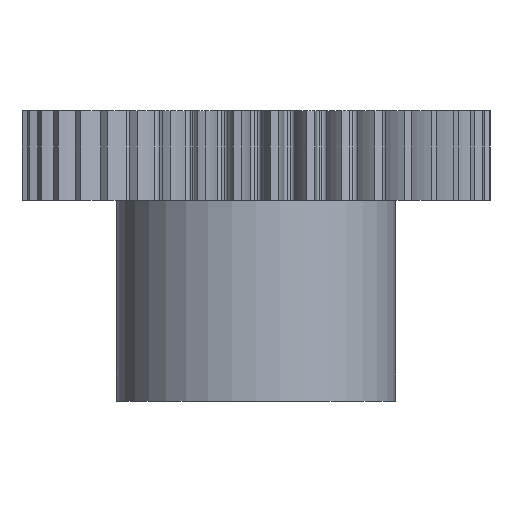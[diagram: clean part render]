
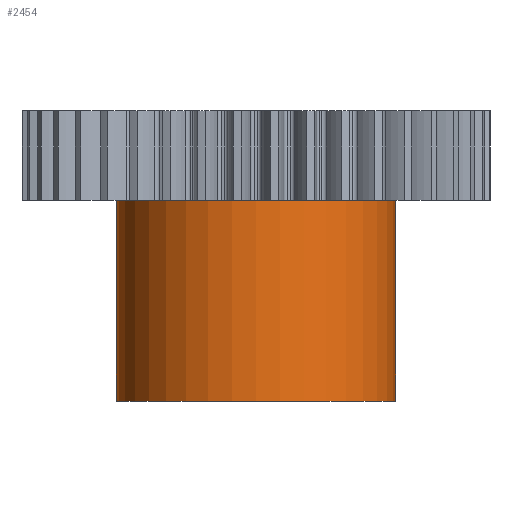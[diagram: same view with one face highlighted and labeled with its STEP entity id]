
A CAD part, front view. The second image highlights one B-rep face of the part: STEP entity #2454.
In plain terms, the highlighted cylindrical face has radius 12.5 mm (diameter 25 mm), a partial arc.
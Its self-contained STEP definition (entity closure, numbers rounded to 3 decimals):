
#44 = EDGE_CURVE ( 'NONE', #2502, #2512, #3266, .T. ) ;
#2451 = EDGE_LOOP ( 'NONE', ( #2452, #2458, #2460, #2459 ) ) ;
#2452 = ORIENTED_EDGE ( 'NONE', *, *, #2494, .F. ) ;
#2454 = ADVANCED_FACE ( 'NONE', ( #7289 ), #7307, .T. ) ;
#2455 = EDGE_CURVE ( 'NONE', #2510, #2509, #7306, .T. ) ;
#2458 = ORIENTED_EDGE ( 'NONE', *, *, #2455, .T. ) ;
#2459 = ORIENTED_EDGE ( 'NONE', *, *, #44, .F. ) ;
#2460 = ORIENTED_EDGE ( 'NONE', *, *, #2498, .T. ) ;
#2494 = EDGE_CURVE ( 'NONE', #2510, #2502, #7373, .T. ) ;
#2498 = EDGE_CURVE ( 'NONE', #2509, #2512, #7414, .T. ) ;
#2502 = VERTEX_POINT ( 'NONE', #7408 ) ;
#2509 = VERTEX_POINT ( 'NONE', #7443 ) ;
#2510 = VERTEX_POINT ( 'NONE', #7442 ) ;
#2512 = VERTEX_POINT ( 'NONE', #7437 ) ;
#3259 = DIRECTION ( 'NONE',  ( 1., 0., 0. ) ) ;
#3260 = DIRECTION ( 'NONE',  ( 0., 0., 1. ) ) ;
#3261 = AXIS2_PLACEMENT_3D ( 'NONE', #3270, #3260, #3259 ) ;
#3266 = CIRCLE ( 'NONE', #3261, 12.5 ) ;
#3270 = CARTESIAN_POINT ( 'NONE',  ( 0., 0., 0. ) ) ;
#7289 = FACE_OUTER_BOUND ( 'NONE', #2451, .T. ) ;
#7306 = CIRCLE ( 'NONE', #7342, 12.5 ) ;
#7307 = CYLINDRICAL_SURFACE ( 'NONE', #7356, 12.5 ) ;
#7310 = CARTESIAN_POINT ( 'NONE',  ( 0., 0., -18. ) ) ;
#7340 = DIRECTION ( 'NONE',  ( 1., 0., 0. ) ) ;
#7341 = DIRECTION ( 'NONE',  ( 0., 0., 1. ) ) ;
#7342 = AXIS2_PLACEMENT_3D ( 'NONE', #7348, #7341, #7340 ) ;
#7347 = DIRECTION ( 'NONE',  ( 1., 0., 0. ) ) ;
#7348 = CARTESIAN_POINT ( 'NONE',  ( 0., 0., -18. ) ) ;
#7350 = DIRECTION ( 'NONE',  ( 0., 0., 1. ) ) ;
#7356 = AXIS2_PLACEMENT_3D ( 'NONE', #7310, #7350, #7347 ) ;
#7371 = DIRECTION ( 'NONE',  ( 0., 0., 1. ) ) ;
#7372 = CARTESIAN_POINT ( 'NONE',  ( -12.5, 0., -18. ) ) ;
#7373 = LINE ( 'NONE', #7372, #7417 ) ;
#7404 = DIRECTION ( 'NONE',  ( 0., 0., 1. ) ) ;
#7405 = VECTOR ( 'NONE', #7404, 1000. ) ;
#7408 = CARTESIAN_POINT ( 'NONE',  ( -12.5, 0., 0. ) ) ;
#7413 = CARTESIAN_POINT ( 'NONE',  ( 12.5, 0., -18. ) ) ;
#7414 = LINE ( 'NONE', #7413, #7405 ) ;
#7417 = VECTOR ( 'NONE', #7371, 1000. ) ;
#7437 = CARTESIAN_POINT ( 'NONE',  ( 12.5, 0., 0. ) ) ;
#7442 = CARTESIAN_POINT ( 'NONE',  ( -12.5, 0., -18. ) ) ;
#7443 = CARTESIAN_POINT ( 'NONE',  ( 12.5, 0., -18. ) ) ;
